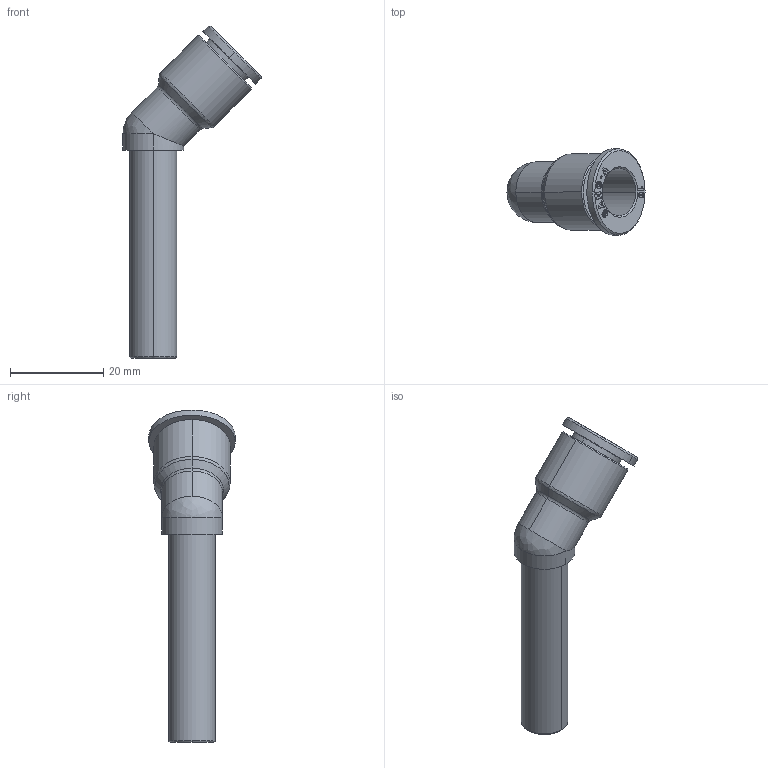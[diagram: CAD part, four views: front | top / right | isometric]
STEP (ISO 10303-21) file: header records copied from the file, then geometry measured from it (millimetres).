
FILE_DESCRIPTION (( 'STEP AP214' ), '1' );
FILE_NAME ('PLLJ45-10.STEP', '2015-11-03T08:10:05', ( '' ), ( '' ), 'SwSTEP 2.0', 'SolidWorks 2015', '' );
FILE_SCHEMA (( 'AUTOMOTIVE_DESIGN' ));
Length unit declared in the file: millimetre
Products named in the file (2): PLLJ45-10; ｦ+ﾃｦ1
Assembly tree (1 placements, depth 2):
  PLLJ45-10
    ｦ+ﾃｦ1
Bounding box: 29.55 x 18.5 x 71.05 mm (x, y, z)
Volume: 6813.8 mm3; surface area: 3929.7 mm2
Topology: 1 solids, 1 shells, 420 faces, 1195 edges, 791 vertices
Faces by surface type: plane 382, bspline 14, cylinder 14, cone 8, torus 2
Entity records: 14408 total; most frequent: CARTESIAN_POINT 3221, ORIENTED_EDGE 2388, DIRECTION 2034, EDGE_CURVE 1194, LINE 1122, VECTOR 1122, VERTEX_POINT 791, AXIS2_PLACEMENT_3D 456
